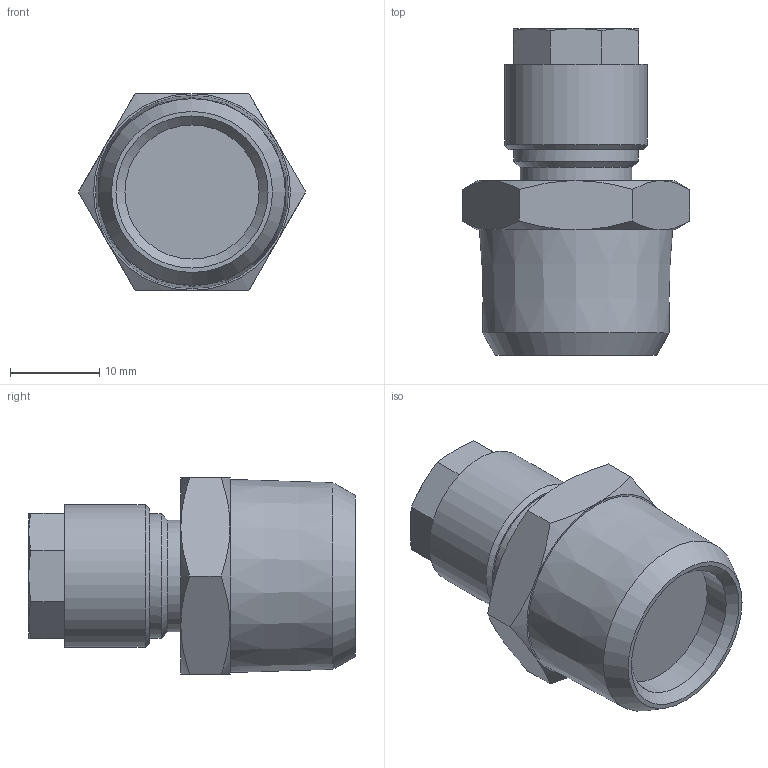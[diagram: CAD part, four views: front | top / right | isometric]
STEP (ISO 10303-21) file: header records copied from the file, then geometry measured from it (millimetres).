
FILE_DESCRIPTION(/* description */ (''),/* implementation_level */ '2;1');
FILE_NAME(/* name */ 'ck_128_k_msv.stp',/* time_stamp */ '2016-10-20T16:27:29+02:00',/* author */ ('hamoud'),/* organization */ (''),/* preprocessor_version */ 'ST-DEVELOPER v15.6',/* originating_system */ 'Autodesk Inventor LT ',/* authorisation */ '');
FILE_SCHEMA (('AUTOMOTIVE_DESIGN { 1 0 10303 214 3 1 1 }'));
Length unit declared in the file: millimetre
Products named in the file (1): ck_128_k_msv
Bounding box: 25.4 x 36.5 x 22 mm (x, y, z)
Volume: 9211 mm3; surface area: 3315 mm2
Topology: 1 solids, 2 shells, 57 faces, 119 edges, 72 vertices
Faces by surface type: cone 26, plane 24, cylinder 6, torus 1
Full cylindrical faces by diameter (mm): 7 x1, 10.2 x1, 12.5 x1, 13.9 x1, 15 x1, 16 x1
Entity records: 1375 total; most frequent: CARTESIAN_POINT 306, DIRECTION 216, ORIENTED_EDGE 202, EDGE_CURVE 101, AXIS2_PLACEMENT_3D 97, EDGE_LOOP 76, VERTEX_POINT 67, FACE_OUTER_BOUND 57
